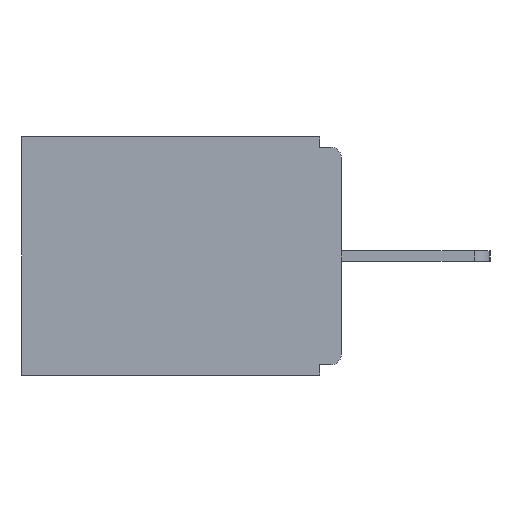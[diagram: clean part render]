
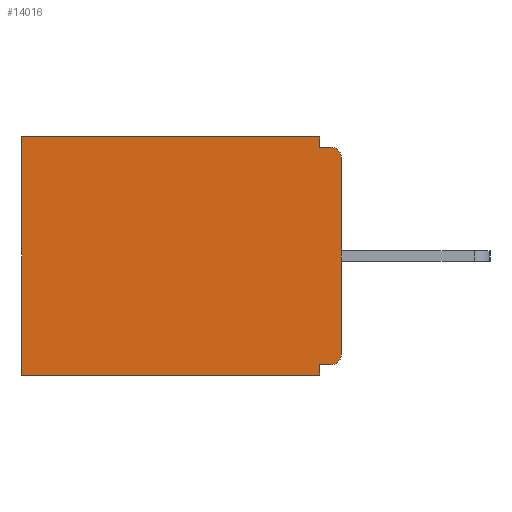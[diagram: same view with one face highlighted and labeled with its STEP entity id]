
A CAD part, left-side view. The second image highlights one B-rep face of the part: STEP entity #14016.
In plain terms, the highlighted planar face has unit normal (-1, 0, 0).
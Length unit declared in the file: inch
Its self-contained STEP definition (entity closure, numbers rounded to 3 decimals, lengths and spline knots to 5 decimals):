
#338 = CARTESIAN_POINT ( 'NONE',  ( 0.298, 0., -0.328 ) ) ;
#646 = EDGE_CURVE ( 'NONE', #4406, #3617, #10940, .T. ) ;
#668 = CARTESIAN_POINT ( 'NONE',  ( 0.298, 0.015, -0.015 ) ) ;
#758 = ORIENTED_EDGE ( 'NONE', *, *, #15990, .F. ) ;
#1020 = VERTEX_POINT ( 'NONE', #2898 ) ;
#1334 = DIRECTION ( 'NONE',  ( 0., 1., 0. ) ) ;
#1378 = FACE_OUTER_BOUND ( 'NONE', #15252, .T. ) ;
#1934 = ORIENTED_EDGE ( 'NONE', *, *, #11429, .T. ) ;
#2098 = VECTOR ( 'NONE', #7804, 39.37008 ) ;
#2184 = CIRCLE ( 'NONE', #10315, 0.015 ) ;
#2898 = CARTESIAN_POINT ( 'NONE',  ( 0.298, 0.031, -0.328 ) ) ;
#3021 = VECTOR ( 'NONE', #7318, 39.37008 ) ;
#3455 = DIRECTION ( 'NONE',  ( 0., 0., -1. ) ) ;
#3498 = DIRECTION ( 'NONE',  ( -1., 0., 0. ) ) ;
#3617 = VERTEX_POINT ( 'NONE', #668 ) ;
#3906 = CARTESIAN_POINT ( 'NONE',  ( 0.298, 0.031, -0.015 ) ) ;
#4116 = DIRECTION ( 'NONE',  ( 0., 0., -1. ) ) ;
#4207 = DIRECTION ( 'NONE',  ( -1., 0., 0. ) ) ;
#4382 = ORIENTED_EDGE ( 'NONE', *, *, #646, .F. ) ;
#4397 = DIRECTION ( 'NONE',  ( 0., -1., 0. ) ) ;
#4406 = VERTEX_POINT ( 'NONE', #3906 ) ;
#4509 = ORIENTED_EDGE ( 'NONE', *, *, #18306, .T. ) ;
#4533 = DIRECTION ( 'NONE',  ( 0., 0., -1. ) ) ;
#4986 = VECTOR ( 'NONE', #17859, 39.37008 ) ;
#5114 = CARTESIAN_POINT ( 'NONE',  ( 0.298, 0.031, 0. ) ) ;
#5122 = EDGE_CURVE ( 'NONE', #9976, #7971, #2184, .T. ) ;
#5592 = CARTESIAN_POINT ( 'NONE',  ( 0.298, 0.031, -0.343 ) ) ;
#6096 = CARTESIAN_POINT ( 'NONE',  ( 0.298, 0.015, -0.313 ) ) ;
#6350 = EDGE_CURVE ( 'NONE', #1020, #22375, #12696, .T. ) ;
#6504 = LINE ( 'NONE', #338, #10588 ) ;
#7318 = DIRECTION ( 'NONE',  ( 0., 1., 0. ) ) ;
#7804 = DIRECTION ( 'NONE',  ( 0., 1., 0. ) ) ;
#7971 = VERTEX_POINT ( 'NONE', #8095 ) ;
#8095 = CARTESIAN_POINT ( 'NONE',  ( 0.298, 0., -0.313 ) ) ;
#8104 = VERTEX_POINT ( 'NONE', #5114 ) ;
#8113 = AXIS2_PLACEMENT_3D ( 'NONE', #19937, #21728, #11193 ) ;
#8393 = ORIENTED_EDGE ( 'NONE', *, *, #6350, .F. ) ;
#9480 = PLANE ( 'NONE',  #8113 ) ;
#9675 = AXIS2_PLACEMENT_3D ( 'NONE', #17367, #3498, #4533 ) ;
#9969 = CARTESIAN_POINT ( 'NONE',  ( 0.298, 0.46, -0.343 ) ) ;
#9976 = VERTEX_POINT ( 'NONE', #10791 ) ;
#10167 = VECTOR ( 'NONE', #3455, 39.37008 ) ;
#10315 = AXIS2_PLACEMENT_3D ( 'NONE', #6096, #4207, #4116 ) ;
#10517 = DIRECTION ( 'NONE',  ( 0., 0., -1. ) ) ;
#10578 = VERTEX_POINT ( 'NONE', #14057 ) ;
#10588 = VECTOR ( 'NONE', #1334, 39.37008 ) ;
#10745 = CARTESIAN_POINT ( 'NONE',  ( 0.298, 0.46, 0. ) ) ;
#10791 = CARTESIAN_POINT ( 'NONE',  ( 0.298, 0.015, -0.328 ) ) ;
#10834 = CIRCLE ( 'NONE', #9675, 0.015 ) ;
#10940 = LINE ( 'NONE', #17317, #15639 ) ;
#11110 = VERTEX_POINT ( 'NONE', #16349 ) ;
#11193 = DIRECTION ( 'NONE',  ( 0., 0., -1. ) ) ;
#11403 = VECTOR ( 'NONE', #10517, 39.37008 ) ;
#11429 = EDGE_CURVE ( 'NONE', #10578, #3617, #10834, .T. ) ;
#11462 = CARTESIAN_POINT ( 'NONE',  ( 0.298, 0.031, -0.343 ) ) ;
#12037 = EDGE_CURVE ( 'NONE', #9976, #1020, #6504, .T. ) ;
#12190 = EDGE_CURVE ( 'NONE', #11110, #17106, #21302, .T. ) ;
#12696 = LINE ( 'NONE', #19367, #17387 ) ;
#12957 = CARTESIAN_POINT ( 'NONE',  ( 0.298, 0., 0. ) ) ;
#13402 = ORIENTED_EDGE ( 'NONE', *, *, #5122, .T. ) ;
#14016 = ADVANCED_FACE ( 'NONE', ( #1378 ), #9480, .F. ) ;
#14057 = CARTESIAN_POINT ( 'NONE',  ( 0.298, 0., -0.03 ) ) ;
#14481 = EDGE_CURVE ( 'NONE', #8104, #4406, #18439, .T. ) ;
#15252 = EDGE_LOOP ( 'NONE', ( #1934, #4382, #20816, #4509, #22352, #20163, #8393, #20398, #13402, #758 ) ) ;
#15480 = EDGE_CURVE ( 'NONE', #22375, #17106, #21729, .T. ) ;
#15639 = VECTOR ( 'NONE', #4397, 39.37008 ) ;
#15990 = EDGE_CURVE ( 'NONE', #10578, #7971, #19484, .T. ) ;
#16349 = CARTESIAN_POINT ( 'NONE',  ( 0.298, 0.46, 0. ) ) ;
#16683 = LINE ( 'NONE', #12957, #2098 ) ;
#17106 = VERTEX_POINT ( 'NONE', #9969 ) ;
#17317 = CARTESIAN_POINT ( 'NONE',  ( 0.298, 0., -0.015 ) ) ;
#17367 = CARTESIAN_POINT ( 'NONE',  ( 0.298, 0.015, -0.03 ) ) ;
#17387 = VECTOR ( 'NONE', #17845, 39.37008 ) ;
#17845 = DIRECTION ( 'NONE',  ( 0., 0., -1. ) ) ;
#17859 = DIRECTION ( 'NONE',  ( 0., 0., -1. ) ) ;
#18306 = EDGE_CURVE ( 'NONE', #8104, #11110, #16683, .T. ) ;
#18439 = LINE ( 'NONE', #5592, #4986 ) ;
#19367 = CARTESIAN_POINT ( 'NONE',  ( 0.298, 0.031, -0.343 ) ) ;
#19484 = LINE ( 'NONE', #20981, #10167 ) ;
#19524 = CARTESIAN_POINT ( 'NONE',  ( 0.298, 0., -0.343 ) ) ;
#19937 = CARTESIAN_POINT ( 'NONE',  ( 0.298, 0., 0. ) ) ;
#20163 = ORIENTED_EDGE ( 'NONE', *, *, #15480, .F. ) ;
#20398 = ORIENTED_EDGE ( 'NONE', *, *, #12037, .F. ) ;
#20816 = ORIENTED_EDGE ( 'NONE', *, *, #14481, .F. ) ;
#20981 = CARTESIAN_POINT ( 'NONE',  ( 0.298, 0., 0. ) ) ;
#21302 = LINE ( 'NONE', #10745, #11403 ) ;
#21728 = DIRECTION ( 'NONE',  ( 1., 0., 0. ) ) ;
#21729 = LINE ( 'NONE', #19524, #3021 ) ;
#22352 = ORIENTED_EDGE ( 'NONE', *, *, #12190, .T. ) ;
#22375 = VERTEX_POINT ( 'NONE', #11462 ) ;
